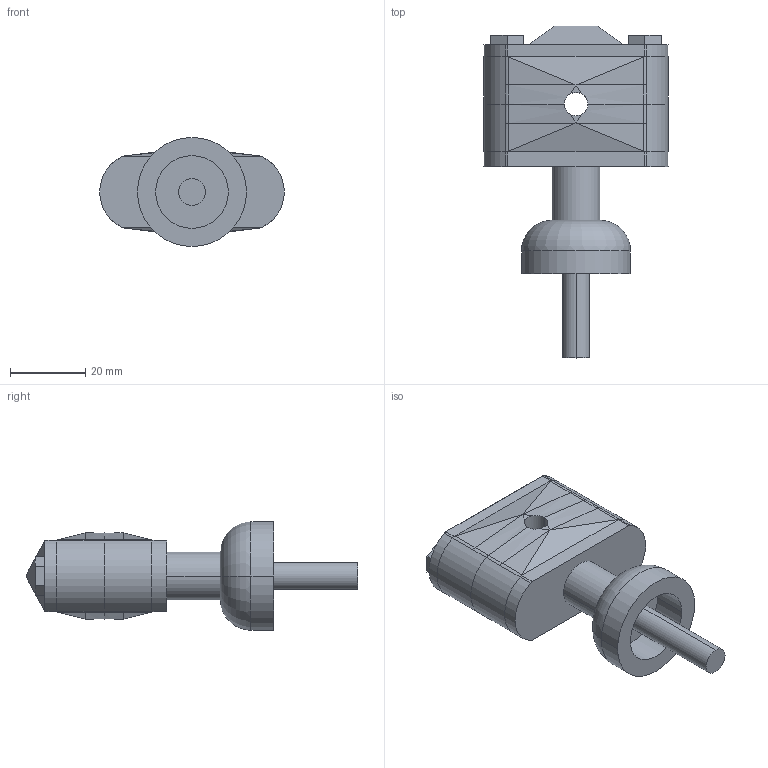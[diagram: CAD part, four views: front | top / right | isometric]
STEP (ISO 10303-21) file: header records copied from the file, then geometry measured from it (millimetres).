
FILE_DESCRIPTION (( 'STEP AP214' ), '1' );
FILE_NAME ('ZC1PC0.25T304ZP.STEP', '2023-05-30T17:02:49', ( '' ), ( '' ), 'SwSTEP 2.0', 'SolidWorks 2018', '' );
FILE_SCHEMA (( 'AUTOMOTIVE_DESIGN' ));
Length unit declared in the file: inch
Products named in the file (1): ZC1PC0.25T304ZP
Bounding box: 48.95 x 88.22 x 28.96 mm (x, y, z)
Volume: 38855.1 mm3; surface area: 16467.7 mm2
Topology: 7 solids, 7 shells, 107 faces, 246 edges, 156 vertices
Faces by surface type: plane 54, cylinder 35, bspline 16, torus 2
Entity records: 3472 total; most frequent: CARTESIAN_POINT 1052, ORIENTED_EDGE 492, DIRECTION 442, EDGE_CURVE 246, VERTEX_POINT 156, AXIS2_PLACEMENT_3D 154, VECTOR 134, LINE 134
